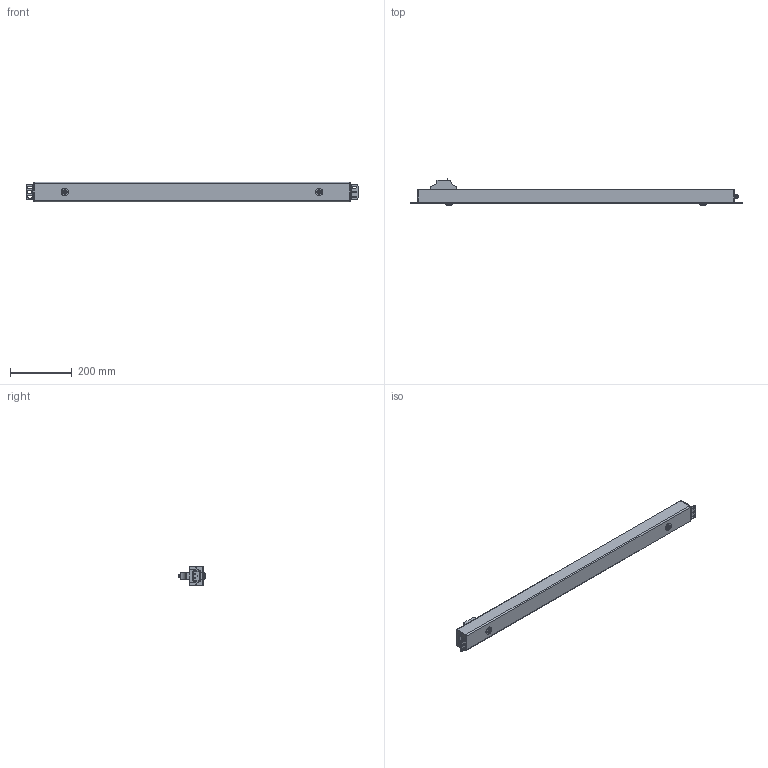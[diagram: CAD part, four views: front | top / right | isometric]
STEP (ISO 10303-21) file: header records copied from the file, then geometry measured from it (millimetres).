
FILE_DESCRIPTION((''),'2;1');
FILE_NAME('21-BS-PV70-20D-11_ASM','2023-01-29T',('ROG TT'),(''),'PRO/ENGINEER BY PARAMETRIC TECHNOLOGY CORPORATION, 2001280','PRO/ENGINEER BY PARAMETRIC TECHNOLOGY CORPORATION, 2001280','');
FILE_SCHEMA(('CONFIG_CONTROL_DESIGN'));
Length unit declared in the file: millimetre
Products named in the file (13): 21-BS-PV70-20D-11; 1_5U_GUOER_C20; 1_5U_GUOER2; C20-BASE; C20-E-PIN; C20-LN-PIN; C20-1_ASM; PG11_1-5U_GUAER; C20_GUOER; M6_LUOMAO; GUOER_HULU; GER_E; 21-BS-PV70-20D-11_ASM
Assembly tree (34 placements, depth 3):
  21-BS-PV70-20D-11_ASM
    21-BS-PV70-20D-11
    1_5U_GUOER_C20
    1_5U_GUOER2
    C20-1_ASM
      C20-BASE
      C20-E-PIN
      C20-LN-PIN  x2
    PG11_1-5U_GUAER
    C20_GUOER
    M6_LUOMAO  x2
    GUOER_HULU  x2
    GER_E  x20
Bounding box: 1079 x 86.9 x 62.5 mm (x, y, z)
Volume: 2497282 mm3; surface area: 361356.2 mm2
Topology: 33 solids, 33 shells, 2055 faces, 5183 edges, 3270 vertices
Faces by surface type: plane 1033, cylinder 575, bspline 263, torus 92, cone 92
Entity records: 39427 total; most frequent: CARTESIAN_POINT 11420, ORIENTED_EDGE 5798, DIRECTION 5705, EDGE_CURVE 2899, VECTOR 1977, LINE 1977, VERTEX_POINT 1904, AXIS2_PLACEMENT_3D 1864
